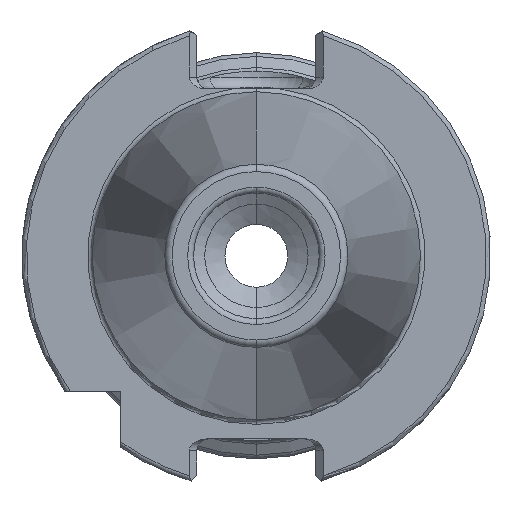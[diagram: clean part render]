
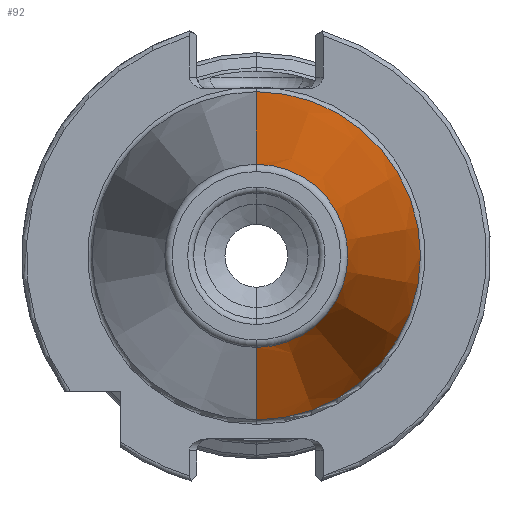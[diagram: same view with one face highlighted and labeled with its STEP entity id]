
A CAD part, left-side view. The second image highlights one B-rep face of the part: STEP entity #92.
In plain terms, the highlighted conical face has half-angle 8.297 degrees and reference radius 22.225 mm.
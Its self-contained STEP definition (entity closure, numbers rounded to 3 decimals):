
#80 = DIRECTION ( 'NONE',  ( 0., 0., 1. ) ) ;
#90 = DIRECTION ( 'NONE',  ( -1., 0., 0. ) ) ;
#92 = ADVANCED_FACE ( 'NONE', ( #2655 ), #2611, .T. ) ;
#98 = CARTESIAN_POINT ( 'NONE',  ( 0., 0., 0. ) ) ;
#611 = EDGE_CURVE ( 'NONE', #2223, #6140, #1010, .T. ) ;
#724 = VECTOR ( 'NONE', #3909, 1000. ) ;
#753 = LINE ( 'NONE', #3890, #724 ) ;
#762 = EDGE_LOOP ( 'NONE', ( #5850, #5854, #5835, #5839 ) ) ;
#789 = EDGE_CURVE ( 'NONE', #2125, #2265, #753, .T. ) ;
#939 = CARTESIAN_POINT ( 'NONE',  ( 0., 0., -22.225 ) ) ;
#987 = DIRECTION ( 'NONE',  ( 0., 0., 1. ) ) ;
#992 = DIRECTION ( 'NONE',  ( -1., 0., 0. ) ) ;
#1004 = VECTOR ( 'NONE', #5621, 1000. ) ;
#1010 = LINE ( 'NONE', #5599, #1004 ) ;
#1055 = CARTESIAN_POINT ( 'NONE',  ( -67.394, 0., 0. ) ) ;
#1527 = CARTESIAN_POINT ( 'NONE',  ( -67.394, 0., 12.397 ) ) ;
#1709 = AXIS2_PLACEMENT_3D ( 'NONE', #98, #90, #80 ) ;
#2043 = AXIS2_PLACEMENT_3D ( 'NONE', #6387, #6340, #6158 ) ;
#2125 = VERTEX_POINT ( 'NONE', #2231 ) ;
#2223 = VERTEX_POINT ( 'NONE', #1527 ) ;
#2231 = CARTESIAN_POINT ( 'NONE',  ( -67.394, 0., -12.397 ) ) ;
#2252 = EDGE_CURVE ( 'NONE', #2125, #2223, #5123, .T. ) ;
#2265 = VERTEX_POINT ( 'NONE', #939 ) ;
#2358 = EDGE_CURVE ( 'NONE', #2265, #6140, #4952, .T. ) ;
#2611 = CONICAL_SURFACE ( 'NONE', #2043, 22.225, 0.145 ) ;
#2655 = FACE_OUTER_BOUND ( 'NONE', #762, .T. ) ;
#3856 = CARTESIAN_POINT ( 'NONE',  ( 0., 0., 22.225 ) ) ;
#3890 = CARTESIAN_POINT ( 'NONE',  ( 0., 0., -22.225 ) ) ;
#3909 = DIRECTION ( 'NONE',  ( 0.99, 0., -0.144 ) ) ;
#4952 = CIRCLE ( 'NONE', #1709, 22.225 ) ;
#5123 = CIRCLE ( 'NONE', #6157, 12.397 ) ;
#5599 = CARTESIAN_POINT ( 'NONE',  ( 0., 0., 22.225 ) ) ;
#5621 = DIRECTION ( 'NONE',  ( 0.99, 0., 0.144 ) ) ;
#5835 = ORIENTED_EDGE ( 'NONE', *, *, #789, .T. ) ;
#5839 = ORIENTED_EDGE ( 'NONE', *, *, #2358, .T. ) ;
#5850 = ORIENTED_EDGE ( 'NONE', *, *, #611, .F. ) ;
#5854 = ORIENTED_EDGE ( 'NONE', *, *, #2252, .F. ) ;
#6140 = VERTEX_POINT ( 'NONE', #3856 ) ;
#6157 = AXIS2_PLACEMENT_3D ( 'NONE', #1055, #992, #987 ) ;
#6158 = DIRECTION ( 'NONE',  ( 0., 0., -1. ) ) ;
#6340 = DIRECTION ( 'NONE',  ( 1., 0., 0. ) ) ;
#6387 = CARTESIAN_POINT ( 'NONE',  ( 0., 0., 0. ) ) ;
